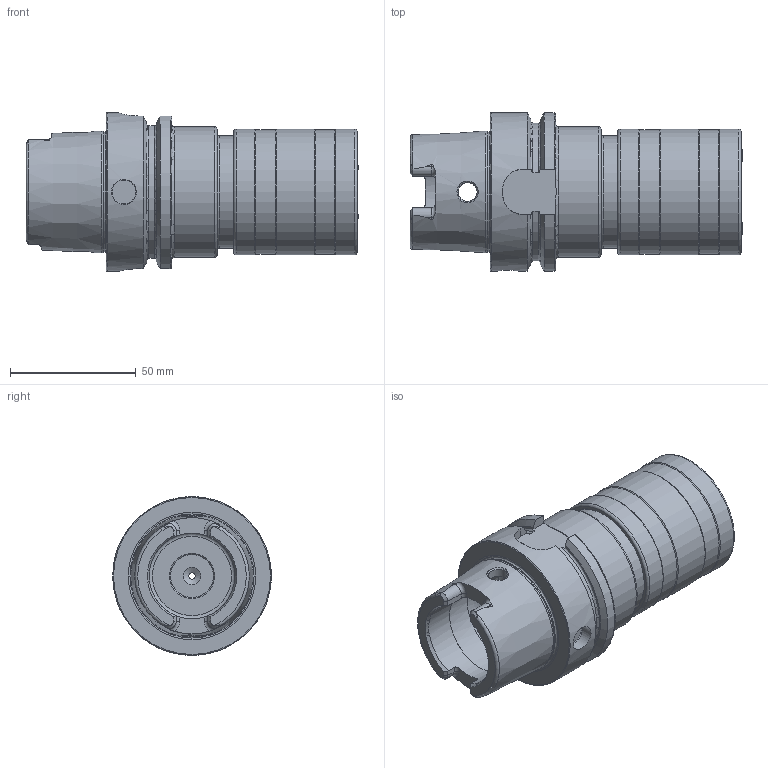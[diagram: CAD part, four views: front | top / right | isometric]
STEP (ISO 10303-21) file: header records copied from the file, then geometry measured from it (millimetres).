
FILE_DESCRIPTION (( 'STEP AP214' ), '1' );
FILE_NAME ('HA6.Go2.K01.100.STEP', '2020-03-02T10:47:33', ( '' ), ( '' ), 'SwSTEP 2.0', 'SolidWorks 2017', '' );
FILE_SCHEMA (( 'AUTOMOTIVE_DESIGN' ));
Length unit declared in the file: millimetre
Products named in the file (10): HA6.Go2.K01.100; Einbausatz Go2_gespannt; Kugel Go2; HA6-Go2.K01.100_C_Fertigbearbeitung; Hülse Go2; Boden Go2; Federring innen Go2_gespannt; Feder gross Go2_vorgespannt; Federring aussen Go2_gespannt; Feder klein Go2_gespannt
Assembly tree (11 placements, depth 3):
  HA6.Go2.K01.100
    HA6-Go2.K01.100_C_Fertigbearbeitung
    Einbausatz Go2_gespannt
      Boden Go2
      Feder gross Go2_vorgespannt
      Feder klein Go2_gespannt
      Federring aussen Go2_gespannt
      Federring innen Go2_gespannt
      Hülse Go2
      Kugel Go2  x3
Bounding box: 131.9 x 63 x 63 mm (x, y, z)
Volume: 185954.5 mm3; surface area: 61217 mm2
Topology: 10 solids, 10 shells, 274 faces, 685 edges, 429 vertices
Faces by surface type: plane 91, cylinder 75, torus 47, cone 42, bspline 16, sphere 3
Full cylindrical faces by diameter (mm): 2.5 x1, 4.2 x3, 6.6 x3, 6.8 x1, 7.5 x2, 8 x2, 10 x1, 10.1 x2, 17 x1, 19 x1, 27.1 x1, 30.95 x2, 31 x2, 31.3 x1, 34 x2, 38.45 x1, 39.7 x1, 40 x3, 40.05 x2, 44.65 x1, 44.75 x1, 45.05 x1, 47.941 x1, 49.4 x2, 50 x3, 52 x1, 63 x1
Entity records: 13780 total; most frequent: CARTESIAN_POINT 6723, DIRECTION 1116, ORIENTED_EDGE 1094, EDGE_CURVE 547, AXIS2_PLACEMENT_3D 489, EDGE_LOOP 399, VERTEX_POINT 396, FACE_OUTER_BOUND 346
